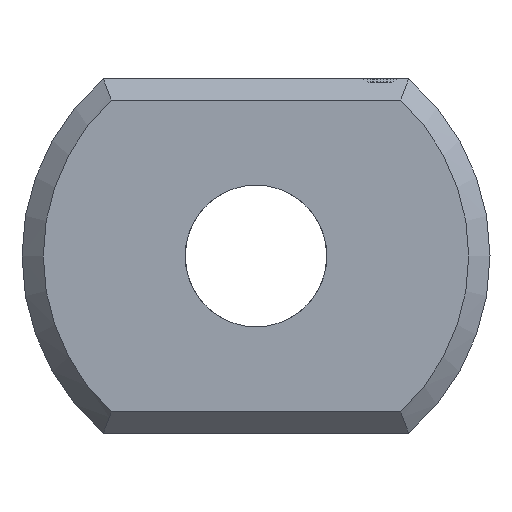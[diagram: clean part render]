
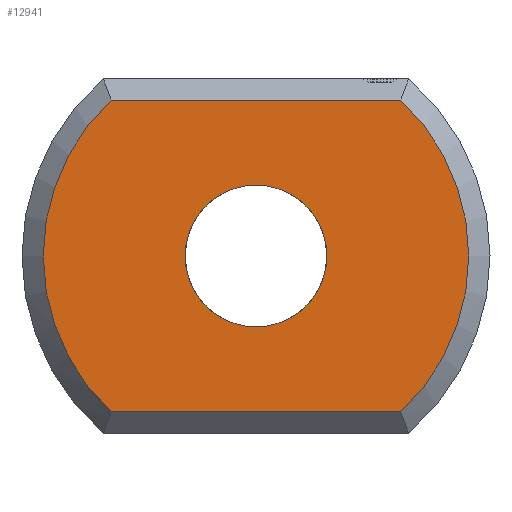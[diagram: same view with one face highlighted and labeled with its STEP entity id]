
A CAD part, left-side view. The second image highlights one B-rep face of the part: STEP entity #12941.
In plain terms, the highlighted planar face has unit normal (-1, 0, 0).
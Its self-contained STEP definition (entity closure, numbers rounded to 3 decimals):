
#298 = PLANE('',#299);
#299 = AXIS2_PLACEMENT_3D('',#300,#301,#302);
#300 = CARTESIAN_POINT('',(0.15,-2.154,-2.35));
#301 = DIRECTION('',(-0.707,0.,-0.707));
#302 = DIRECTION('',(0.,-1.,0.));
#725 = CONICAL_SURFACE('',#726,3.3,0.785);
#726 = AXIS2_PLACEMENT_3D('',#727,#728,#729);
#727 = CARTESIAN_POINT('',(0.3,0.,0.));
#728 = DIRECTION('',(1.,0.,0.));
#729 = DIRECTION('',(0.,0.653,-0.758));
#872 = CONICAL_SURFACE('',#873,3.3,0.785);
#873 = AXIS2_PLACEMENT_3D('',#874,#875,#876);
#874 = CARTESIAN_POINT('',(0.3,0.,0.));
#875 = DIRECTION('',(1.,0.,0.));
#876 = DIRECTION('',(0.,-0.653,0.758));
#909 = VERTEX_POINT('',#910);
#910 = CARTESIAN_POINT('',(0.,-2.04,-2.2));
#937 = VERTEX_POINT('',#938);
#938 = CARTESIAN_POINT('',(0.,2.04,-2.2));
#963 = EDGE_CURVE('',#909,#937,#964,.T.);
#964 = SURFACE_CURVE('',#965,(#969,#976),.PCURVE_S1.);
#965 = LINE('',#966,#967);
#966 = CARTESIAN_POINT('',(0.,-2.154,-2.2));
#967 = VECTOR('',#968,1.);
#968 = DIRECTION('',(0.,1.,0.));
#969 = PCURVE('',#298,#970);
#970 = DEFINITIONAL_REPRESENTATION('',(#971),#975);
#971 = LINE('',#972,#973);
#972 = CARTESIAN_POINT('',(0.,0.212));
#973 = VECTOR('',#974,1.);
#974 = DIRECTION('',(-1.,0.));
#975 = ( GEOMETRIC_REPRESENTATION_CONTEXT(2) 
PARAMETRIC_REPRESENTATION_CONTEXT() REPRESENTATION_CONTEXT('2D SPACE',''
  ) );
#976 = PCURVE('',#977,#982);
#977 = PLANE('',#978);
#978 = AXIS2_PLACEMENT_3D('',#979,#980,#981);
#979 = CARTESIAN_POINT('',(0.,0.,
    0.));
#980 = DIRECTION('',(1.,0.,0.));
#981 = DIRECTION('',(0.,0.,1.));
#982 = DEFINITIONAL_REPRESENTATION('',(#983),#987);
#983 = LINE('',#984,#985);
#984 = CARTESIAN_POINT('',(-2.2,2.154));
#985 = VECTOR('',#986,1.);
#986 = DIRECTION('',(0.,-1.));
#987 = ( GEOMETRIC_REPRESENTATION_CONTEXT(2) 
PARAMETRIC_REPRESENTATION_CONTEXT() REPRESENTATION_CONTEXT('2D SPACE',''
  ) );
#1763 = PLANE('',#1764);
#1764 = AXIS2_PLACEMENT_3D('',#1765,#1766,#1767);
#1765 = CARTESIAN_POINT('',(0.15,-2.154,2.35));
#1766 = DIRECTION('',(0.707,0.,-0.707
    ));
#1767 = DIRECTION('',(0.,-1.,0.));
#12728 = VERTEX_POINT('',#12729);
#12729 = CARTESIAN_POINT('',(0.,2.04,2.2));
#12754 = EDGE_CURVE('',#937,#12728,#12755,.T.);
#12755 = SURFACE_CURVE('',#12756,(#12761,#12768),.PCURVE_S1.);
#12756 = CIRCLE('',#12757,3.);
#12757 = AXIS2_PLACEMENT_3D('',#12758,#12759,#12760);
#12758 = CARTESIAN_POINT('',(0.,0.,
    0.));
#12759 = DIRECTION('',(1.,0.,0.));
#12760 = DIRECTION('',(0.,0.653,-0.758)
  );
#12761 = PCURVE('',#725,#12762);
#12762 = DEFINITIONAL_REPRESENTATION('',(#12763),#12767);
#12763 = LINE('',#12764,#12765);
#12764 = CARTESIAN_POINT('',(0.,-0.3));
#12765 = VECTOR('',#12766,1.);
#12766 = DIRECTION('',(1.,-0.));
#12767 = ( GEOMETRIC_REPRESENTATION_CONTEXT(2) 
PARAMETRIC_REPRESENTATION_CONTEXT() REPRESENTATION_CONTEXT('2D SPACE',''
  ) );
#12768 = PCURVE('',#977,#12769);
#12769 = DEFINITIONAL_REPRESENTATION('',(#12770),#12774);
#12770 = CIRCLE('',#12771,3.);
#12771 = AXIS2_PLACEMENT_2D('',#12772,#12773);
#12772 = CARTESIAN_POINT('',(0.,0.));
#12773 = DIRECTION('',(-0.758,-0.653));
#12774 = ( GEOMETRIC_REPRESENTATION_CONTEXT(2) 
PARAMETRIC_REPRESENTATION_CONTEXT() REPRESENTATION_CONTEXT('2D SPACE',''
  ) );
#12892 = VERTEX_POINT('',#12893);
#12893 = CARTESIAN_POINT('',(0.,-2.04,2.2));
#12920 = EDGE_CURVE('',#12892,#909,#12921,.T.);
#12921 = SURFACE_CURVE('',#12922,(#12927,#12934),.PCURVE_S1.);
#12922 = CIRCLE('',#12923,3.);
#12923 = AXIS2_PLACEMENT_3D('',#12924,#12925,#12926);
#12924 = CARTESIAN_POINT('',(0.,0.,
    0.));
#12925 = DIRECTION('',(1.,0.,0.));
#12926 = DIRECTION('',(0.,-0.653,0.758)
  );
#12927 = PCURVE('',#872,#12928);
#12928 = DEFINITIONAL_REPRESENTATION('',(#12929),#12933);
#12929 = LINE('',#12930,#12931);
#12930 = CARTESIAN_POINT('',(0.,-0.3));
#12931 = VECTOR('',#12932,1.);
#12932 = DIRECTION('',(1.,-0.));
#12933 = ( GEOMETRIC_REPRESENTATION_CONTEXT(2) 
PARAMETRIC_REPRESENTATION_CONTEXT() REPRESENTATION_CONTEXT('2D SPACE',''
  ) );
#12934 = PCURVE('',#977,#12935);
#12935 = DEFINITIONAL_REPRESENTATION('',(#12936),#12940);
#12936 = CIRCLE('',#12937,3.);
#12937 = AXIS2_PLACEMENT_2D('',#12938,#12939);
#12938 = CARTESIAN_POINT('',(0.,0.));
#12939 = DIRECTION('',(0.758,0.653));
#12940 = ( GEOMETRIC_REPRESENTATION_CONTEXT(2) 
PARAMETRIC_REPRESENTATION_CONTEXT() REPRESENTATION_CONTEXT('2D SPACE',''
  ) );
#12941 = ADVANCED_FACE('',(#12942,#12968),#977,.F.);
#12942 = FACE_BOUND('',#12943,.F.);
#12943 = EDGE_LOOP('',(#12944,#12945,#12966,#12967));
#12944 = ORIENTED_EDGE('',*,*,#12754,.T.);
#12945 = ORIENTED_EDGE('',*,*,#12946,.F.);
#12946 = EDGE_CURVE('',#12892,#12728,#12947,.T.);
#12947 = SURFACE_CURVE('',#12948,(#12952,#12959),.PCURVE_S1.);
#12948 = LINE('',#12949,#12950);
#12949 = CARTESIAN_POINT('',(0.,-2.154,2.2));
#12950 = VECTOR('',#12951,1.);
#12951 = DIRECTION('',(0.,1.,0.));
#12952 = PCURVE('',#977,#12953);
#12953 = DEFINITIONAL_REPRESENTATION('',(#12954),#12958);
#12954 = LINE('',#12955,#12956);
#12955 = CARTESIAN_POINT('',(2.2,2.154));
#12956 = VECTOR('',#12957,1.);
#12957 = DIRECTION('',(0.,-1.));
#12958 = ( GEOMETRIC_REPRESENTATION_CONTEXT(2) 
PARAMETRIC_REPRESENTATION_CONTEXT() REPRESENTATION_CONTEXT('2D SPACE',''
  ) );
#12959 = PCURVE('',#1763,#12960);
#12960 = DEFINITIONAL_REPRESENTATION('',(#12961),#12965);
#12961 = LINE('',#12962,#12963);
#12962 = CARTESIAN_POINT('',(0.,0.212));
#12963 = VECTOR('',#12964,1.);
#12964 = DIRECTION('',(-1.,0.));
#12965 = ( GEOMETRIC_REPRESENTATION_CONTEXT(2) 
PARAMETRIC_REPRESENTATION_CONTEXT() REPRESENTATION_CONTEXT('2D SPACE',''
  ) );
#12966 = ORIENTED_EDGE('',*,*,#12920,.T.);
#12967 = ORIENTED_EDGE('',*,*,#963,.T.);
#12968 = FACE_BOUND('',#12969,.T.);
#12969 = EDGE_LOOP('',(#12970));
#12970 = ORIENTED_EDGE('',*,*,#12971,.T.);
#12971 = EDGE_CURVE('',#12972,#12972,#12974,.T.);
#12972 = VERTEX_POINT('',#12973);
#12973 = CARTESIAN_POINT('',(0.,1.,0.));
#12974 = SURFACE_CURVE('',#12975,(#12980,#12987),.PCURVE_S1.);
#12975 = CIRCLE('',#12976,1.);
#12976 = AXIS2_PLACEMENT_3D('',#12977,#12978,#12979);
#12977 = CARTESIAN_POINT('',(0.,0.,0.));
#12978 = DIRECTION('',(1.,0.,0.));
#12979 = DIRECTION('',(0.,1.,0.));
#12980 = PCURVE('',#977,#12981);
#12981 = DEFINITIONAL_REPRESENTATION('',(#12982),#12986);
#12982 = CIRCLE('',#12983,1.);
#12983 = AXIS2_PLACEMENT_2D('',#12984,#12985);
#12984 = CARTESIAN_POINT('',(0.,0.));
#12985 = DIRECTION('',(0.,-1.));
#12986 = ( GEOMETRIC_REPRESENTATION_CONTEXT(2) 
PARAMETRIC_REPRESENTATION_CONTEXT() REPRESENTATION_CONTEXT('2D SPACE',''
  ) );
#12987 = PCURVE('',#12988,#12993);
#12988 = CYLINDRICAL_SURFACE('',#12989,1.);
#12989 = AXIS2_PLACEMENT_3D('',#12990,#12991,#12992);
#12990 = CARTESIAN_POINT('',(0.,0.,0.));
#12991 = DIRECTION('',(-1.,0.,0.));
#12992 = DIRECTION('',(0.,1.,0.));
#12993 = DEFINITIONAL_REPRESENTATION('',(#12994),#12998);
#12994 = LINE('',#12995,#12996);
#12995 = CARTESIAN_POINT('',(-0.,0.));
#12996 = VECTOR('',#12997,1.);
#12997 = DIRECTION('',(-1.,0.));
#12998 = ( GEOMETRIC_REPRESENTATION_CONTEXT(2) 
PARAMETRIC_REPRESENTATION_CONTEXT() REPRESENTATION_CONTEXT('2D SPACE',''
  ) );
